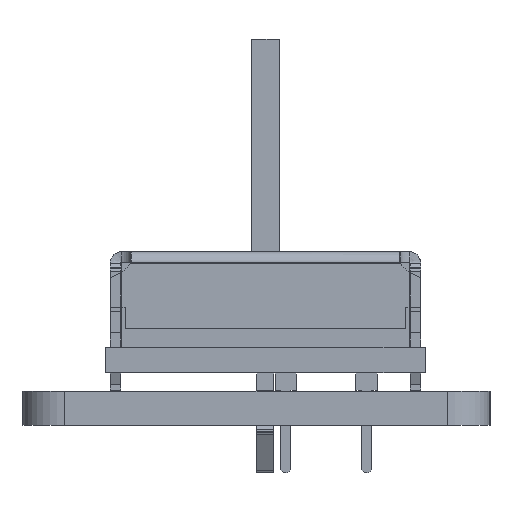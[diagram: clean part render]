
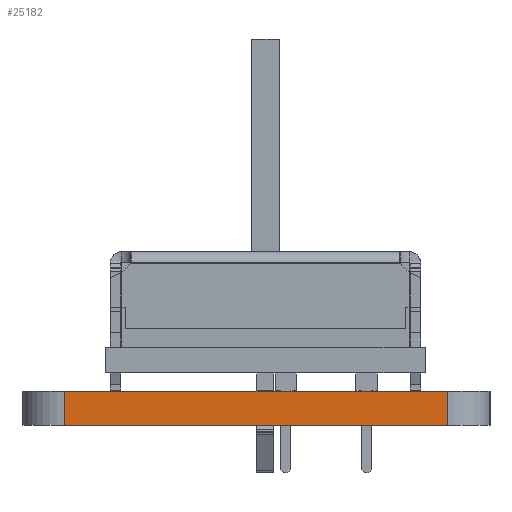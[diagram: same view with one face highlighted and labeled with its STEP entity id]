
A CAD part, left-side view. The second image highlights one B-rep face of the part: STEP entity #25182.
In plain terms, the highlighted planar face has unit normal (-1, 0, 0).
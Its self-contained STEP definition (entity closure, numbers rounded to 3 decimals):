
#24999 = CYLINDRICAL_SURFACE('',#25000,2.);
#25000 = AXIS2_PLACEMENT_3D('',#25001,#25002,#25003);
#25001 = CARTESIAN_POINT('',(59.,-55.,0.));
#25002 = DIRECTION('',(-0.,-0.,-1.));
#25003 = DIRECTION('',(1.,0.,-0.));
#25024 = VERTEX_POINT('',#25025);
#25025 = CARTESIAN_POINT('',(57.,-55.,1.6));
#25040 = PLANE('',#25041);
#25041 = AXIS2_PLACEMENT_3D('',#25042,#25043,#25044);
#25042 = CARTESIAN_POINT('',(130.,-64.,1.6));
#25043 = DIRECTION('',(0.,0.,1.));
#25044 = DIRECTION('',(1.,0.,-0.));
#25052 = EDGE_CURVE('',#25053,#25024,#25055,.T.);
#25053 = VERTEX_POINT('',#25054);
#25054 = CARTESIAN_POINT('',(57.,-55.,0.));
#25055 = SURFACE_CURVE('',#25056,(#25060,#25067),.PCURVE_S1.);
#25056 = LINE('',#25057,#25058);
#25057 = CARTESIAN_POINT('',(57.,-55.,0.));
#25058 = VECTOR('',#25059,1.);
#25059 = DIRECTION('',(0.,0.,1.));
#25060 = PCURVE('',#24999,#25061);
#25061 = DEFINITIONAL_REPRESENTATION('',(#25062),#25066);
#25062 = LINE('',#25063,#25064);
#25063 = CARTESIAN_POINT('',(-3.142,0.));
#25064 = VECTOR('',#25065,1.);
#25065 = DIRECTION('',(-0.,-1.));
#25066 = ( GEOMETRIC_REPRESENTATION_CONTEXT(2) 
PARAMETRIC_REPRESENTATION_CONTEXT() REPRESENTATION_CONTEXT('2D SPACE',''
  ) );
#25067 = PCURVE('',#25068,#25073);
#25068 = PLANE('',#25069);
#25069 = AXIS2_PLACEMENT_3D('',#25070,#25071,#25072);
#25070 = CARTESIAN_POINT('',(57.,-73.,0.));
#25071 = DIRECTION('',(-1.,0.,0.));
#25072 = DIRECTION('',(0.,1.,0.));
#25073 = DEFINITIONAL_REPRESENTATION('',(#25074),#25078);
#25074 = LINE('',#25075,#25076);
#25075 = CARTESIAN_POINT('',(18.,0.));
#25076 = VECTOR('',#25077,1.);
#25077 = DIRECTION('',(0.,-1.));
#25078 = ( GEOMETRIC_REPRESENTATION_CONTEXT(2) 
PARAMETRIC_REPRESENTATION_CONTEXT() REPRESENTATION_CONTEXT('2D SPACE',''
  ) );
#25095 = PLANE('',#25096);
#25096 = AXIS2_PLACEMENT_3D('',#25097,#25098,#25099);
#25097 = CARTESIAN_POINT('',(130.,-64.,0.));
#25098 = DIRECTION('',(0.,0.,1.));
#25099 = DIRECTION('',(1.,0.,-0.));
#25182 = ADVANCED_FACE('',(#25183),#25068,.T.);
#25183 = FACE_BOUND('',#25184,.T.);
#25184 = EDGE_LOOP('',(#25185,#25215,#25236,#25237));
#25185 = ORIENTED_EDGE('',*,*,#25186,.T.);
#25186 = EDGE_CURVE('',#25187,#25189,#25191,.T.);
#25187 = VERTEX_POINT('',#25188);
#25188 = CARTESIAN_POINT('',(57.,-73.,0.));
#25189 = VERTEX_POINT('',#25190);
#25190 = CARTESIAN_POINT('',(57.,-73.,1.6));
#25191 = SURFACE_CURVE('',#25192,(#25196,#25203),.PCURVE_S1.);
#25192 = LINE('',#25193,#25194);
#25193 = CARTESIAN_POINT('',(57.,-73.,0.));
#25194 = VECTOR('',#25195,1.);
#25195 = DIRECTION('',(0.,0.,1.));
#25196 = PCURVE('',#25068,#25197);
#25197 = DEFINITIONAL_REPRESENTATION('',(#25198),#25202);
#25198 = LINE('',#25199,#25200);
#25199 = CARTESIAN_POINT('',(0.,0.));
#25200 = VECTOR('',#25201,1.);
#25201 = DIRECTION('',(0.,-1.));
#25202 = ( GEOMETRIC_REPRESENTATION_CONTEXT(2) 
PARAMETRIC_REPRESENTATION_CONTEXT() REPRESENTATION_CONTEXT('2D SPACE',''
  ) );
#25203 = PCURVE('',#25204,#25209);
#25204 = CYLINDRICAL_SURFACE('',#25205,2.);
#25205 = AXIS2_PLACEMENT_3D('',#25206,#25207,#25208);
#25206 = CARTESIAN_POINT('',(59.,-73.,0.));
#25207 = DIRECTION('',(-0.,-0.,-1.));
#25208 = DIRECTION('',(1.,0.,-0.));
#25209 = DEFINITIONAL_REPRESENTATION('',(#25210),#25214);
#25210 = LINE('',#25211,#25212);
#25211 = CARTESIAN_POINT('',(-3.142,0.));
#25212 = VECTOR('',#25213,1.);
#25213 = DIRECTION('',(-0.,-1.));
#25214 = ( GEOMETRIC_REPRESENTATION_CONTEXT(2) 
PARAMETRIC_REPRESENTATION_CONTEXT() REPRESENTATION_CONTEXT('2D SPACE',''
  ) );
#25215 = ORIENTED_EDGE('',*,*,#25216,.T.);
#25216 = EDGE_CURVE('',#25189,#25024,#25217,.T.);
#25217 = SURFACE_CURVE('',#25218,(#25222,#25229),.PCURVE_S1.);
#25218 = LINE('',#25219,#25220);
#25219 = CARTESIAN_POINT('',(57.,-73.,1.6));
#25220 = VECTOR('',#25221,1.);
#25221 = DIRECTION('',(0.,1.,0.));
#25222 = PCURVE('',#25068,#25223);
#25223 = DEFINITIONAL_REPRESENTATION('',(#25224),#25228);
#25224 = LINE('',#25225,#25226);
#25225 = CARTESIAN_POINT('',(0.,-1.6));
#25226 = VECTOR('',#25227,1.);
#25227 = DIRECTION('',(1.,0.));
#25228 = ( GEOMETRIC_REPRESENTATION_CONTEXT(2) 
PARAMETRIC_REPRESENTATION_CONTEXT() REPRESENTATION_CONTEXT('2D SPACE',''
  ) );
#25229 = PCURVE('',#25040,#25230);
#25230 = DEFINITIONAL_REPRESENTATION('',(#25231),#25235);
#25231 = LINE('',#25232,#25233);
#25232 = CARTESIAN_POINT('',(-73.,-9.));
#25233 = VECTOR('',#25234,1.);
#25234 = DIRECTION('',(0.,1.));
#25235 = ( GEOMETRIC_REPRESENTATION_CONTEXT(2) 
PARAMETRIC_REPRESENTATION_CONTEXT() REPRESENTATION_CONTEXT('2D SPACE',''
  ) );
#25236 = ORIENTED_EDGE('',*,*,#25052,.F.);
#25237 = ORIENTED_EDGE('',*,*,#25238,.F.);
#25238 = EDGE_CURVE('',#25187,#25053,#25239,.T.);
#25239 = SURFACE_CURVE('',#25240,(#25244,#25251),.PCURVE_S1.);
#25240 = LINE('',#25241,#25242);
#25241 = CARTESIAN_POINT('',(57.,-73.,0.));
#25242 = VECTOR('',#25243,1.);
#25243 = DIRECTION('',(0.,1.,0.));
#25244 = PCURVE('',#25068,#25245);
#25245 = DEFINITIONAL_REPRESENTATION('',(#25246),#25250);
#25246 = LINE('',#25247,#25248);
#25247 = CARTESIAN_POINT('',(0.,0.));
#25248 = VECTOR('',#25249,1.);
#25249 = DIRECTION('',(1.,0.));
#25250 = ( GEOMETRIC_REPRESENTATION_CONTEXT(2) 
PARAMETRIC_REPRESENTATION_CONTEXT() REPRESENTATION_CONTEXT('2D SPACE',''
  ) );
#25251 = PCURVE('',#25095,#25252);
#25252 = DEFINITIONAL_REPRESENTATION('',(#25253),#25257);
#25253 = LINE('',#25254,#25255);
#25254 = CARTESIAN_POINT('',(-73.,-9.));
#25255 = VECTOR('',#25256,1.);
#25256 = DIRECTION('',(0.,1.));
#25257 = ( GEOMETRIC_REPRESENTATION_CONTEXT(2) 
PARAMETRIC_REPRESENTATION_CONTEXT() REPRESENTATION_CONTEXT('2D SPACE',''
  ) );
